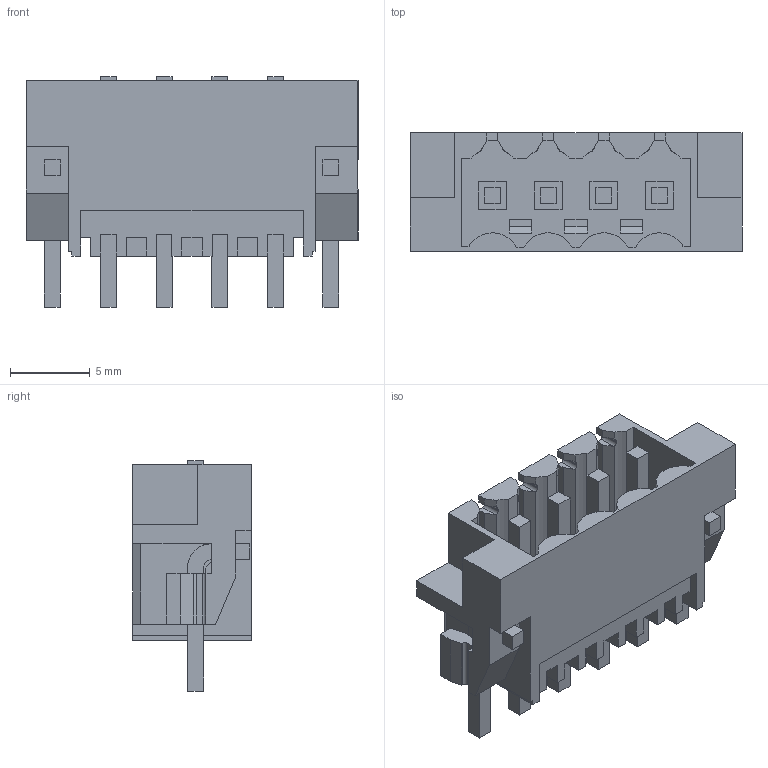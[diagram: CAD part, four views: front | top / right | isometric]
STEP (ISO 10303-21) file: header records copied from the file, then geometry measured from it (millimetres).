
FILE_DESCRIPTION(('CATIA V5 STEP Exchange','CAx-IF Rec.Pracs.--- Model Styling and Organization---1.2---2011-12-15'),'2;1');
FILE_NAME ('D1462174_0_2441800000_2441800000.stp','2018-03-20T11:58:40+00:00',('none'),('Weidmueller'),'CATIA Version 5-6 Release 2014','CATIA V5 STEP AP214','none');
FILE_SCHEMA(('AUTOMOTIVE_DESIGN { 1 0 10303 214 1 1 1 1 }'));
Length unit declared in the file: millimetre
Products named in the file (1): 2441800000
Bounding box: 20.85 x 7.45 x 14.45 mm (x, y, z)
Volume: 733.2 mm3; surface area: 1972.5 mm2
Topology: 7 solids, 7 shells, 397 faces, 1161 edges, 783 vertices
Faces by surface type: plane 361, cylinder 36
Entity records: 12861 total; most frequent: CARTESIAN_POINT 2360, ORIENTED_EDGE 2322, DIRECTION 1721, EDGE_CURVE 1161, VECTOR 1073, LINE 1073, VERTEX_POINT 783, EDGE_LOOP 414
